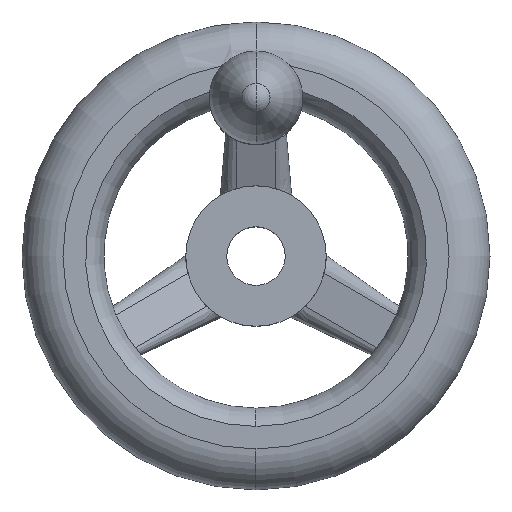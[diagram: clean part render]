
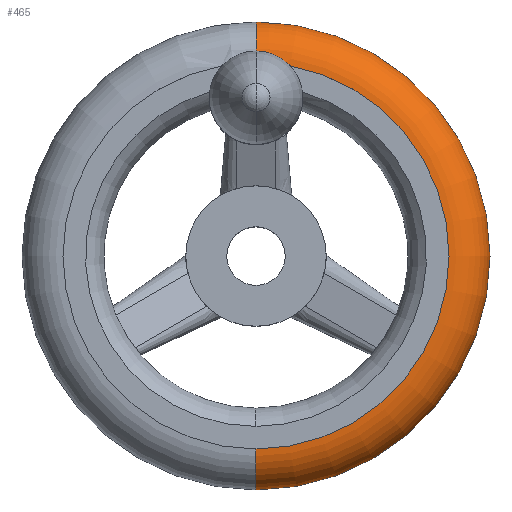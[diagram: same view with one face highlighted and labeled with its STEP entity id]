
A CAD part, top view. The second image highlights one B-rep face of the part: STEP entity #465.
In plain terms, the highlighted toroidal (fillet/blend) face has major radius 33 mm and minor radius 7 mm.
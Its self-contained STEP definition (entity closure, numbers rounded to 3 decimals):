
#289=EDGE_CURVE('',#359,#483,#771,.T.);
#295=VERTEX_POINT('',#777);
#297=VERTEX_POINT('',#779);
#313=EDGE_CURVE('',#329,#359,#795,.T.);
#329=VERTEX_POINT('',#811);
#359=VERTEX_POINT('',#846);
#465=ADVANCED_FACE('',(#966),#967,.T.);
#483=VERTEX_POINT('',#988);
#535=EDGE_CURVE('',#483,#297,#1044,.T.);
#563=EDGE_CURVE('',#297,#295,#1072,.T.);
#595=EDGE_CURVE('',#295,#329,#1108,.T.);
#771=CIRCLE('',#1338,33.0);
#777=CARTESIAN_POINT('',(0.,40.0,22.0));
#779=CARTESIAN_POINT('',(0.,-40.0,22.0));
#795=CIRCLE('',#1373,33.0);
#811=CARTESIAN_POINT('',(0.,33.0,29.0));
#846=CARTESIAN_POINT('',(5.827,32.481,29.));
#966=FACE_OUTER_BOUND('',#1696,.T.);
#967=TOROIDAL_SURFACE('',#1697,33.0,7.0);
#988=CARTESIAN_POINT('',(0.,-33.0,29.0));
#1044=CIRCLE('',#1882,7.0);
#1072=CIRCLE('',#1970,40.0);
#1108=CIRCLE('',#2028,7.0);
#1338=AXIS2_PLACEMENT_3D('',#2374,#2375,#2376);
#1373=AXIS2_PLACEMENT_3D('',#2387,#2388,#2389);
#1696=EDGE_LOOP('',(#2599,#2600,#2601,#2602,#2603));
#1697=AXIS2_PLACEMENT_3D('',#2604,#2605,#2606);
#1882=AXIS2_PLACEMENT_3D('',#2692,#2693,#2694);
#1970=AXIS2_PLACEMENT_3D('',#2706,#2707,#2708);
#2028=AXIS2_PLACEMENT_3D('',#2759,#2760,#2761);
#2374=CARTESIAN_POINT('',(0.,0.,29.0));
#2375=DIRECTION('',(0.,0.,-1.0));
#2376=DIRECTION('',(0.,1.0,0.));
#2387=CARTESIAN_POINT('',(0.,0.,29.0));
#2388=DIRECTION('',(0.,0.,-1.0));
#2389=DIRECTION('',(0.,1.0,0.));
#2599=ORIENTED_EDGE('',*,*,#563,.T.);
#2600=ORIENTED_EDGE('',*,*,#595,.T.);
#2601=ORIENTED_EDGE('',*,*,#313,.T.);
#2602=ORIENTED_EDGE('',*,*,#289,.T.);
#2603=ORIENTED_EDGE('',*,*,#535,.T.);
#2604=CARTESIAN_POINT('',(0.,0.,22.0));
#2605=DIRECTION('',(0.,0.,1.0));
#2606=DIRECTION('',(0.,1.0,0.0));
#2692=CARTESIAN_POINT('',(0.,-33.0,22.0));
#2693=DIRECTION('',(1.0,0.,0.));
#2694=DIRECTION('',(0.,-1.0,0.));
#2706=CARTESIAN_POINT('',(0.,0.,22.0));
#2707=DIRECTION('',(0.,0.,1.0));
#2708=DIRECTION('',(1.0,0.0,0.));
#2759=CARTESIAN_POINT('',(0.,33.0,22.0));
#2760=DIRECTION('',(1.0,0.,0.));
#2761=DIRECTION('',(0.,1.0,0.));
